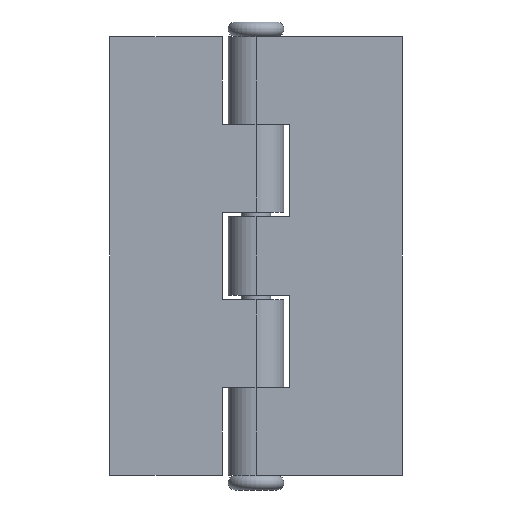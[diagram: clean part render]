
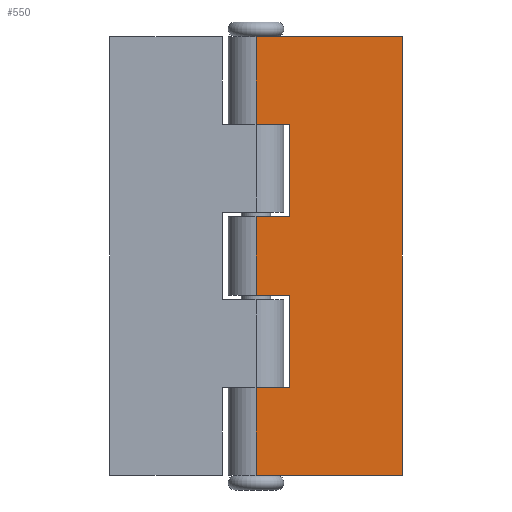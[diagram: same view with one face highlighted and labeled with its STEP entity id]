
A CAD part, front view. The second image highlights one B-rep face of the part: STEP entity #550.
In plain terms, the highlighted planar face has unit normal (0, -1, 0).
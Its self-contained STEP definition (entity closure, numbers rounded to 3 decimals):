
#83 = EDGE_CURVE ( 'NONE', #94, #87, #802, .T. ) ;
#87 = VERTEX_POINT ( 'NONE', #797 ) ;
#94 = VERTEX_POINT ( 'NONE', #852 ) ;
#108 = VERTEX_POINT ( 'NONE', #887 ) ;
#170 = EDGE_CURVE ( 'NONE', #176, #174, #928, .T. ) ;
#174 = VERTEX_POINT ( 'NONE', #983 ) ;
#176 = VERTEX_POINT ( 'NONE', #977 ) ;
#186 = VERTEX_POINT ( 'NONE', #965 ) ;
#208 = EDGE_CURVE ( 'NONE', #186, #108, #1044, .T. ) ;
#505 = VERTEX_POINT ( 'NONE', #1588 ) ;
#513 = EDGE_CURVE ( 'NONE', #176, #514, #1574, .T. ) ;
#514 = VERTEX_POINT ( 'NONE', #1570 ) ;
#540 = VERTEX_POINT ( 'NONE', #1648 ) ;
#541 = ORIENTED_EDGE ( 'NONE', *, *, #542, .T. ) ;
#542 = EDGE_CURVE ( 'NONE', #540, #94, #1647, .T. ) ;
#543 = ORIENTED_EDGE ( 'NONE', *, *, #83, .T. ) ;
#544 = ORIENTED_EDGE ( 'NONE', *, *, #562, .T. ) ;
#545 = ORIENTED_EDGE ( 'NONE', *, *, #546, .F. ) ;
#546 = EDGE_CURVE ( 'NONE', #514, #505, #1643, .T. ) ;
#547 = ORIENTED_EDGE ( 'NONE', *, *, #513, .F. ) ;
#550 = ADVANCED_FACE ( 'NONE', ( #1634 ), #1633, .F. ) ;
#551 = EDGE_LOOP ( 'NONE', ( #552, #556, #558, #559, #621, #541, #543, #544, #545, #547, #605, #606 ) ) ;
#552 = ORIENTED_EDGE ( 'NONE', *, *, #553, .T. ) ;
#553 = EDGE_CURVE ( 'NONE', #554, #555, #1628, .T. ) ;
#554 = VERTEX_POINT ( 'NONE', #1624 ) ;
#555 = VERTEX_POINT ( 'NONE', #1623 ) ;
#556 = ORIENTED_EDGE ( 'NONE', *, *, #557, .T. ) ;
#557 = EDGE_CURVE ( 'NONE', #555, #186, #1686, .T. ) ;
#558 = ORIENTED_EDGE ( 'NONE', *, *, #208, .T. ) ;
#559 = ORIENTED_EDGE ( 'NONE', *, *, #619, .T. ) ;
#562 = EDGE_CURVE ( 'NONE', #87, #505, #1682, .T. ) ;
#605 = ORIENTED_EDGE ( 'NONE', *, *, #170, .T. ) ;
#606 = ORIENTED_EDGE ( 'NONE', *, *, #607, .T. ) ;
#607 = EDGE_CURVE ( 'NONE', #174, #554, #1748, .T. ) ;
#619 = EDGE_CURVE ( 'NONE', #108, #620, #1727, .T. ) ;
#620 = VERTEX_POINT ( 'NONE', #1723 ) ;
#621 = ORIENTED_EDGE ( 'NONE', *, *, #622, .T. ) ;
#622 = EDGE_CURVE ( 'NONE', #620, #540, #1722, .T. ) ;
#797 = CARTESIAN_POINT ( 'NONE',  ( 0., -9.5, -75. ) ) ;
#799 = DIRECTION ( 'NONE',  ( 0., 0., -1. ) ) ;
#800 = VECTOR ( 'NONE', #799, 1000. ) ;
#801 = CARTESIAN_POINT ( 'NONE',  ( 0., -9.5, 75. ) ) ;
#802 = LINE ( 'NONE', #801, #800 ) ;
#852 = CARTESIAN_POINT ( 'NONE',  ( 0., -9.5, -45. ) ) ;
#887 = CARTESIAN_POINT ( 'NONE',  ( 0., -9.5, -13.5 ) ) ;
#925 = DIRECTION ( 'NONE',  ( 0., 0., -1. ) ) ;
#926 = VECTOR ( 'NONE', #925, 1000. ) ;
#927 = CARTESIAN_POINT ( 'NONE',  ( 0., -9.5, 75. ) ) ;
#928 = LINE ( 'NONE', #927, #926 ) ;
#965 = CARTESIAN_POINT ( 'NONE',  ( 0., -9.5, 13.5 ) ) ;
#977 = CARTESIAN_POINT ( 'NONE',  ( 0., -9.5, 75. ) ) ;
#983 = CARTESIAN_POINT ( 'NONE',  ( 0., -9.5, 45. ) ) ;
#1037 = DIRECTION ( 'NONE',  ( 0., 0., -1. ) ) ;
#1038 = VECTOR ( 'NONE', #1037, 1000. ) ;
#1039 = CARTESIAN_POINT ( 'NONE',  ( 0., -9.5, 75. ) ) ;
#1044 = LINE ( 'NONE', #1039, #1038 ) ;
#1570 = CARTESIAN_POINT ( 'NONE',  ( 50., -9.5, 75. ) ) ;
#1571 = DIRECTION ( 'NONE',  ( 1., 0., 0. ) ) ;
#1572 = VECTOR ( 'NONE', #1571, 1000. ) ;
#1573 = CARTESIAN_POINT ( 'NONE',  ( 0., -9.5, 75. ) ) ;
#1574 = LINE ( 'NONE', #1573, #1572 ) ;
#1588 = CARTESIAN_POINT ( 'NONE',  ( 50., -9.5, -75. ) ) ;
#1623 = CARTESIAN_POINT ( 'NONE',  ( 11.5, -9.5, 13.5 ) ) ;
#1624 = CARTESIAN_POINT ( 'NONE',  ( 11.5, -9.5, 45. ) ) ;
#1625 = DIRECTION ( 'NONE',  ( 0., 0., -1. ) ) ;
#1626 = VECTOR ( 'NONE', #1625, 1000. ) ;
#1627 = CARTESIAN_POINT ( 'NONE',  ( 11.5, -9.5, 75. ) ) ;
#1628 = LINE ( 'NONE', #1627, #1626 ) ;
#1629 = DIRECTION ( 'NONE',  ( 0., 0., 1. ) ) ;
#1630 = DIRECTION ( 'NONE',  ( 0., 1., 0. ) ) ;
#1631 = CARTESIAN_POINT ( 'NONE',  ( 0., -9.5, 75. ) ) ;
#1632 = AXIS2_PLACEMENT_3D ( 'NONE', #1631, #1630, #1629 ) ;
#1633 = PLANE ( 'NONE',  #1632 ) ;
#1634 = FACE_OUTER_BOUND ( 'NONE', #551, .T. ) ;
#1640 = DIRECTION ( 'NONE',  ( 0., 0., -1. ) ) ;
#1641 = VECTOR ( 'NONE', #1640, 1000. ) ;
#1642 = CARTESIAN_POINT ( 'NONE',  ( 50., -9.5, 75. ) ) ;
#1643 = LINE ( 'NONE', #1642, #1641 ) ;
#1644 = DIRECTION ( 'NONE',  ( -1., 0., 0. ) ) ;
#1645 = VECTOR ( 'NONE', #1644, 1000. ) ;
#1646 = CARTESIAN_POINT ( 'NONE',  ( 0., -9.5, -45. ) ) ;
#1647 = LINE ( 'NONE', #1646, #1645 ) ;
#1648 = CARTESIAN_POINT ( 'NONE',  ( 11.5, -9.5, -45. ) ) ;
#1679 = DIRECTION ( 'NONE',  ( 1., 0., 0. ) ) ;
#1680 = VECTOR ( 'NONE', #1679, 1000. ) ;
#1681 = CARTESIAN_POINT ( 'NONE',  ( 0., -9.5, -75. ) ) ;
#1682 = LINE ( 'NONE', #1681, #1680 ) ;
#1683 = DIRECTION ( 'NONE',  ( -1., 0., 0. ) ) ;
#1684 = VECTOR ( 'NONE', #1683, 1000. ) ;
#1685 = CARTESIAN_POINT ( 'NONE',  ( 0., -9.5, 13.5 ) ) ;
#1686 = LINE ( 'NONE', #1685, #1684 ) ;
#1719 = DIRECTION ( 'NONE',  ( 0., 0., -1. ) ) ;
#1720 = VECTOR ( 'NONE', #1719, 1000. ) ;
#1721 = CARTESIAN_POINT ( 'NONE',  ( 11.5, -9.5, 75. ) ) ;
#1722 = LINE ( 'NONE', #1721, #1720 ) ;
#1723 = CARTESIAN_POINT ( 'NONE',  ( 11.5, -9.5, -13.5 ) ) ;
#1724 = DIRECTION ( 'NONE',  ( 1., 0., 0. ) ) ;
#1725 = VECTOR ( 'NONE', #1724, 1000. ) ;
#1726 = CARTESIAN_POINT ( 'NONE',  ( 0., -9.5, -13.5 ) ) ;
#1727 = LINE ( 'NONE', #1726, #1725 ) ;
#1745 = DIRECTION ( 'NONE',  ( 1., 0., 0. ) ) ;
#1746 = VECTOR ( 'NONE', #1745, 1000. ) ;
#1747 = CARTESIAN_POINT ( 'NONE',  ( 0., -9.5, 45. ) ) ;
#1748 = LINE ( 'NONE', #1747, #1746 ) ;
